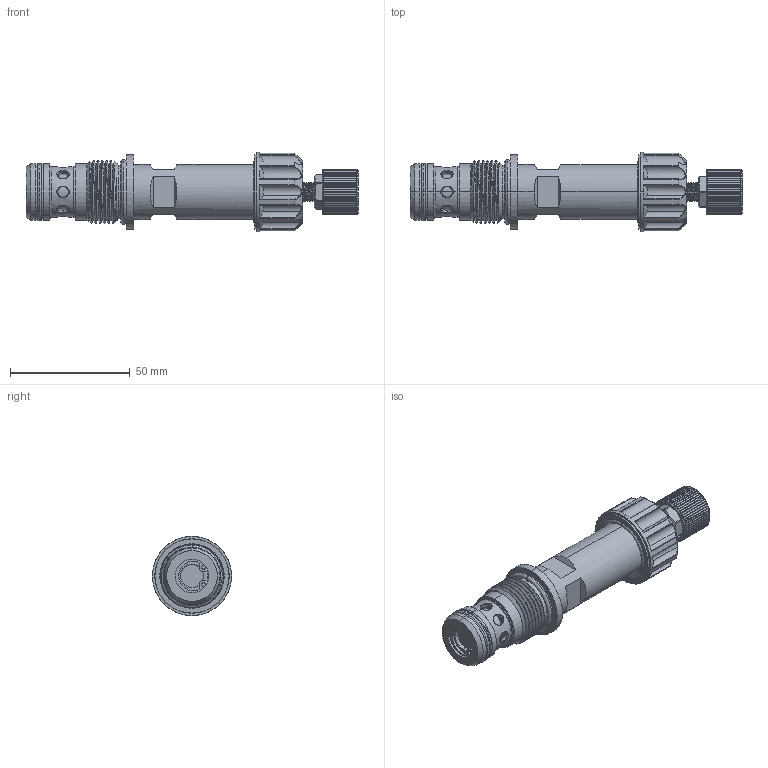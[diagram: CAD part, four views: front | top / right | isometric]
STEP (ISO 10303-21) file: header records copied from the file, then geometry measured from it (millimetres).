
FILE_DESCRIPTION (( 'STEP AP203' ), '1' );
FILE_NAME ('PFC17E2G-M.STEP', '2016-07-26T07:21:01', ( '' ), ( '' ), 'SwSTEP 2.0', 'SolidWorks 2012', '' );
FILE_SCHEMA (( 'CONFIG_CONTROL_DESIGN' ));
Length unit declared in the file: millimetre
Products named in the file (1): PFC17E2G-M
Bounding box: 138.8 x 33.1 x 33.1 mm (x, y, z)
Volume: 56733.4 mm3; surface area: 25669.1 mm2
Topology: 10 solids, 10 shells, 830 faces, 2156 edges, 1373 vertices
Faces by surface type: cylinder 361, plane 258, cone 99, torus 44, bspline 44, sphere 24
Entity records: 43166 total; most frequent: CARTESIAN_POINT 24138, ORIENTED_EDGE 4308, DIRECTION 3597, EDGE_CURVE 2154, AXIS2_PLACEMENT_3D 1394, VERTEX_POINT 1373, EDGE_LOOP 891, ADVANCED_FACE 830
